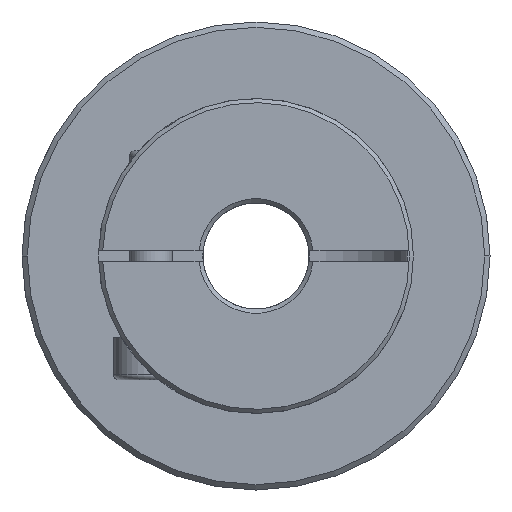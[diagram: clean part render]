
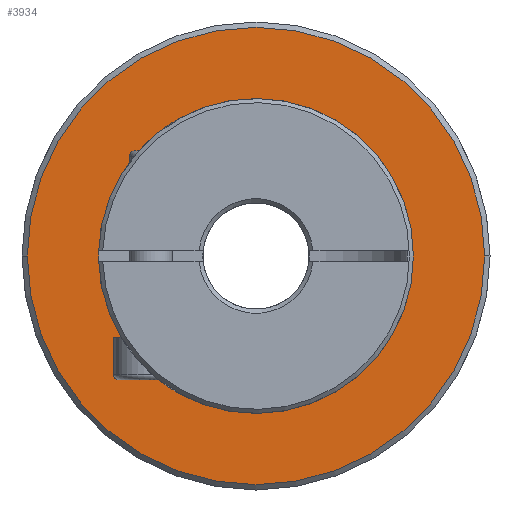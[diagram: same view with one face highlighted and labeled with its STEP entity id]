
A CAD part, left-side view. The second image highlights one B-rep face of the part: STEP entity #3934.
In plain terms, the highlighted planar face has unit normal (-1, 0, 0).
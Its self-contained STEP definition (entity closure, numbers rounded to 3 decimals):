
#35 = CARTESIAN_POINT ( 'NONE',  ( -11.619, 0., 0. ) ) ;
#36 = DIRECTION ( 'NONE',  ( 1., 0., 0. ) ) ;
#37 = DIRECTION ( 'NONE',  ( 0., -1., 0. ) ) ;
#171 = CARTESIAN_POINT ( 'NONE',  ( -11.619, 0., 0. ) ) ;
#179 = DIRECTION ( 'NONE',  ( 1., 0., 0. ) ) ;
#180 = DIRECTION ( 'NONE',  ( 0., -1., 0. ) ) ;
#335 = AXIS2_PLACEMENT_3D ( 'NONE', #171, #179, #180 ) ;
#347 = AXIS2_PLACEMENT_3D ( 'NONE', #931, #932, #933 ) ;
#352 = AXIS2_PLACEMENT_3D ( 'NONE', #935, #951, #952 ) ;
#434 = AXIS2_PLACEMENT_3D ( 'NONE', #1255, #1258, #1259 ) ;
#614 = CIRCLE ( 'NONE', #335, 21.5 ) ;
#657 = CIRCLE ( 'NONE', #347, 14.8 ) ;
#662 = CIRCLE ( 'NONE', #352, 14.8 ) ;
#805 = FACE_BOUND ( 'NONE', #3790, .T. ) ;
#808 = FACE_OUTER_BOUND ( 'NONE', #3787, .T. ) ;
#931 = CARTESIAN_POINT ( 'NONE',  ( -11.619, 0., 0. ) ) ;
#932 = DIRECTION ( 'NONE',  ( 1., 0., 0. ) ) ;
#933 = DIRECTION ( 'NONE',  ( 0., -1., 0. ) ) ;
#935 = CARTESIAN_POINT ( 'NONE',  ( -11.619, 0., 0. ) ) ;
#951 = DIRECTION ( 'NONE',  ( 1., 0., 0. ) ) ;
#952 = DIRECTION ( 'NONE',  ( 0., -1., 0. ) ) ;
#1255 = CARTESIAN_POINT ( 'NONE',  ( -11.619, 0., 0. ) ) ;
#1256 = PLANE ( 'NONE',  #434 ) ;
#1258 = DIRECTION ( 'NONE',  ( -1., 0., 0. ) ) ;
#1259 = DIRECTION ( 'NONE',  ( 0., -1., 0. ) ) ;
#2749 = CARTESIAN_POINT ( 'NONE',  ( -11.619, 21.5, 0. ) ) ;
#2750 = CARTESIAN_POINT ( 'NONE',  ( -11.619, -21.5, 0. ) ) ;
#2768 = CARTESIAN_POINT ( 'NONE',  ( -11.619, -14.8, 0. ) ) ;
#2769 = CARTESIAN_POINT ( 'NONE',  ( -11.619, 14.8, 0. ) ) ;
#3390 = EDGE_CURVE ( 'NONE', #4771, #4770, #5246, .T. ) ;
#3447 = EDGE_CURVE ( 'NONE', #4770, #4771, #614, .T. ) ;
#3478 = EDGE_CURVE ( 'NONE', #4790, #4789, #657, .T. ) ;
#3484 = EDGE_CURVE ( 'NONE', #4789, #4790, #662, .T. ) ;
#3787 = EDGE_LOOP ( 'NONE', ( #3852, #3853 ) ) ;
#3790 = EDGE_LOOP ( 'NONE', ( #3850, #3851 ) ) ;
#3850 = ORIENTED_EDGE ( 'NONE', *, *, #3478, .T. ) ;
#3851 = ORIENTED_EDGE ( 'NONE', *, *, #3484, .T. ) ;
#3852 = ORIENTED_EDGE ( 'NONE', *, *, #3447, .F. ) ;
#3853 = ORIENTED_EDGE ( 'NONE', *, *, #3390, .F. ) ;
#3934 = ADVANCED_FACE ( 'NONE', ( #805, #808 ), #1256, .T. ) ;
#4320 = AXIS2_PLACEMENT_3D ( 'NONE', #35, #36, #37 ) ;
#4770 = VERTEX_POINT ( 'NONE', #2749 ) ;
#4771 = VERTEX_POINT ( 'NONE', #2750 ) ;
#4789 = VERTEX_POINT ( 'NONE', #2768 ) ;
#4790 = VERTEX_POINT ( 'NONE', #2769 ) ;
#5246 = CIRCLE ( 'NONE', #4320, 21.5 ) ;
